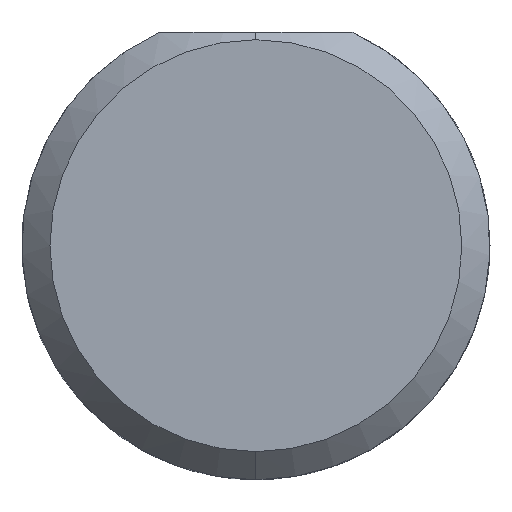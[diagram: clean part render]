
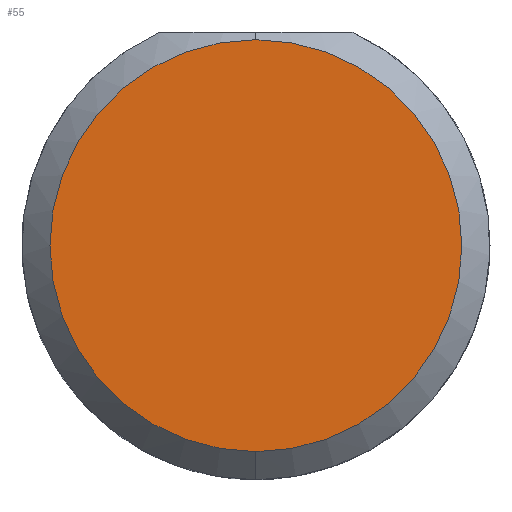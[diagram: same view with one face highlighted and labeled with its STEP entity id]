
A CAD part, left-side view. The second image highlights one B-rep face of the part: STEP entity #55.
In plain terms, the highlighted planar face has unit normal (-1, 0, 0).
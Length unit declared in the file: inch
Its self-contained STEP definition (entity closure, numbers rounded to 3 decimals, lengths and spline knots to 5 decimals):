
#49 = CIRCLE ( 'NONE', #190, 0.10985 ) ;
#55 = ADVANCED_FACE ( 'NONE', ( #916 ), #832, .F. ) ;
#117 = EDGE_CURVE ( 'NONE', #303, #151, #49, .T. ) ;
#127 = ORIENTED_EDGE ( 'NONE', *, *, #210, .T. ) ;
#149 = CARTESIAN_POINT ( 'NONE',  ( 0., 0., 0. ) ) ;
#151 = VERTEX_POINT ( 'NONE', #617 ) ;
#162 = DIRECTION ( 'NONE',  ( -1., 0., 0. ) ) ;
#190 = AXIS2_PLACEMENT_3D ( 'NONE', #695, #162, #841 ) ;
#191 = CARTESIAN_POINT ( 'NONE',  ( 0., 0., 0. ) ) ;
#193 = EDGE_LOOP ( 'NONE', ( #203, #127 ) ) ;
#203 = ORIENTED_EDGE ( 'NONE', *, *, #117, .T. ) ;
#210 = EDGE_CURVE ( 'NONE', #151, #303, #605, .T. ) ;
#241 = DIRECTION ( 'NONE',  ( 1., 0., 0. ) ) ;
#303 = VERTEX_POINT ( 'NONE', #414 ) ;
#413 = AXIS2_PLACEMENT_3D ( 'NONE', #191, #578, #481 ) ;
#414 = CARTESIAN_POINT ( 'NONE',  ( 0., 0., -0.10985 ) ) ;
#444 = AXIS2_PLACEMENT_3D ( 'NONE', #149, #241, #453 ) ;
#453 = DIRECTION ( 'NONE',  ( 0., 0., -1. ) ) ;
#481 = DIRECTION ( 'NONE',  ( 0., 0., -1. ) ) ;
#578 = DIRECTION ( 'NONE',  ( -1., 0., 0. ) ) ;
#605 = CIRCLE ( 'NONE', #413, 0.10985 ) ;
#617 = CARTESIAN_POINT ( 'NONE',  ( 0., 0., 0.10985 ) ) ;
#695 = CARTESIAN_POINT ( 'NONE',  ( 0., 0., 0. ) ) ;
#832 = PLANE ( 'NONE',  #444 ) ;
#841 = DIRECTION ( 'NONE',  ( 0., 0., -1. ) ) ;
#916 = FACE_OUTER_BOUND ( 'NONE', #193, .T. ) ;
